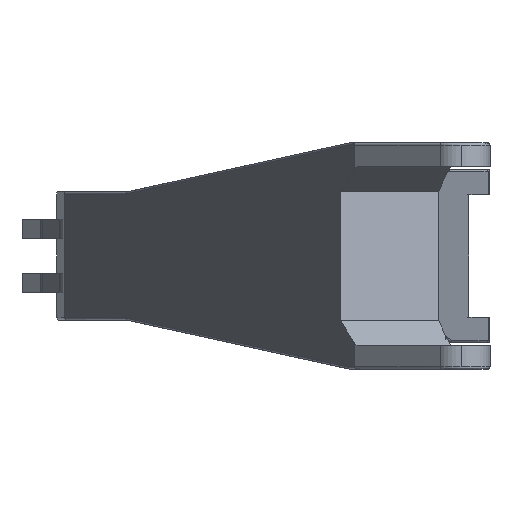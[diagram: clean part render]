
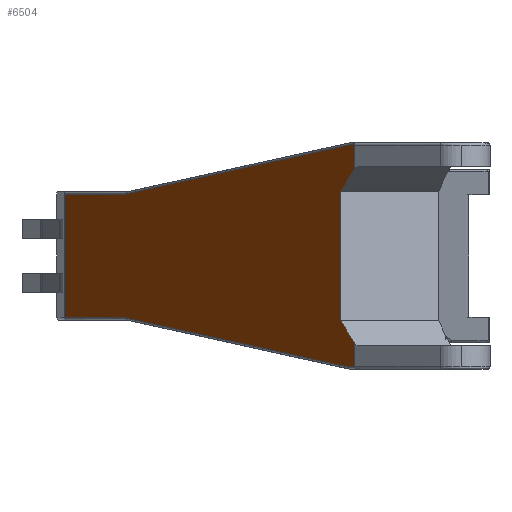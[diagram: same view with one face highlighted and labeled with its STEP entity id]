
A CAD part, left-side view. The second image highlights one B-rep face of the part: STEP entity #6504.
In plain terms, the highlighted planar face has unit normal (-0.431, 0.902, 0).
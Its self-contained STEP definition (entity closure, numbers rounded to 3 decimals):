
#11 = EDGE_CURVE ( 'NONE', #6206, #3073, #7899, .T. ) ;
#83 = DIRECTION ( 'NONE',  ( 0.902, 0.432, 0. ) ) ;
#130 = ORIENTED_EDGE ( 'NONE', *, *, #11, .T. ) ;
#292 = CARTESIAN_POINT ( 'NONE',  ( -7135.939, 461.103, -378.696 ) ) ;
#408 = EDGE_CURVE ( 'NONE', #3050, #7675, #2758, .T. ) ;
#526 = VECTOR ( 'NONE', #1888, 1000. ) ;
#635 = VECTOR ( 'NONE', #964, 1000. ) ;
#660 = CIRCLE ( 'NONE', #3583, 20. ) ;
#742 = FACE_OUTER_BOUND ( 'NONE', #6359, .T. ) ;
#774 = ORIENTED_EDGE ( 'NONE', *, *, #4865, .F. ) ;
#795 = AXIS2_PLACEMENT_3D ( 'NONE', #6714, #5381, #1532 ) ;
#863 = CARTESIAN_POINT ( 'NONE',  ( -5060.657, 1453.769, -268.5 ) ) ;
#897 = CARTESIAN_POINT ( 'NONE',  ( -5062.366, 1452.952, 268.59 ) ) ;
#908 = VECTOR ( 'NONE', #1936, 1000. ) ;
#921 = LINE ( 'NONE', #7901, #635 ) ;
#964 = DIRECTION ( 'NONE',  ( -0.898, -0.43, -0.095 ) ) ;
#1102 = LINE ( 'NONE', #4945, #1577 ) ;
#1127 = DIRECTION ( 'NONE',  ( 0.902, 0.432, 0. ) ) ;
#1177 = LINE ( 'NONE', #8197, #4370 ) ;
#1204 = CARTESIAN_POINT ( 'NONE',  ( -7006.725, 522.91, 280.25 ) ) ;
#1260 = CARTESIAN_POINT ( 'NONE',  ( -7135.939, 461.103, -480.5 ) ) ;
#1532 = DIRECTION ( 'NONE',  ( 0.902, 0.432, 0. ) ) ;
#1577 = VECTOR ( 'NONE', #2504, 1000. ) ;
#1593 = EDGE_CURVE ( 'NONE', #7213, #4701, #2396, .T. ) ;
#1665 = CARTESIAN_POINT ( 'NONE',  ( -7135.939, 461.103, 482.733 ) ) ;
#1888 = DIRECTION ( 'NONE',  ( 0., 0., -1. ) ) ;
#1894 = ORIENTED_EDGE ( 'NONE', *, *, #7012, .T. ) ;
#1896 = ORIENTED_EDGE ( 'NONE', *, *, #6856, .F. ) ;
#1899 = CARTESIAN_POINT ( 'NONE',  ( -7136.215, 460.971, 487.286 ) ) ;
#1936 = DIRECTION ( 'NONE',  ( 0.898, 0.43, -0.095 ) ) ;
#2107 = CARTESIAN_POINT ( 'NONE',  ( -7135.939, 461.103, 378.696 ) ) ;
#2285 = CARTESIAN_POINT ( 'NONE',  ( -7135.939, 461.103, 480.5 ) ) ;
#2367 = CARTESIAN_POINT ( 'NONE',  ( -7135.939, 461.103, 268.5 ) ) ;
#2396 = LINE ( 'NONE', #4798, #7688 ) ;
#2403 = CARTESIAN_POINT ( 'NONE',  ( -4506.287, 1718.94, 268.5 ) ) ;
#2433 = CARTESIAN_POINT ( 'NONE',  ( -7006.725, 522.91, -280.25 ) ) ;
#2448 = CARTESIAN_POINT ( 'NONE',  ( -7135.939, 461.103, 480.5 ) ) ;
#2499 = DIRECTION ( 'NONE',  ( 0., 0., -1. ) ) ;
#2504 = DIRECTION ( 'NONE',  ( 0., 0., -1. ) ) ;
#2555 = ORIENTED_EDGE ( 'NONE', *, *, #3602, .F. ) ;
#2580 = CARTESIAN_POINT ( 'NONE',  ( -4506.287, 1718.94, 490.5 ) ) ;
#2758 = LINE ( 'NONE', #7754, #6084 ) ;
#3050 = VERTEX_POINT ( 'NONE', #2107 ) ;
#3073 = VERTEX_POINT ( 'NONE', #897 ) ;
#3086 = EDGE_CURVE ( 'NONE', #4285, #6939, #5340, .T. ) ;
#3507 = ORIENTED_EDGE ( 'NONE', *, *, #408, .F. ) ;
#3583 = AXIS2_PLACEMENT_3D ( 'NONE', #4980, #4407, #4488 ) ;
#3602 = EDGE_CURVE ( 'NONE', #6009, #4285, #6414, .T. ) ;
#3604 = DIRECTION ( 'NONE',  ( -0.902, -0.432, 0. ) ) ;
#3663 = ORIENTED_EDGE ( 'NONE', *, *, #6908, .T. ) ;
#3948 = DIRECTION ( 'NONE',  ( -0.902, -0.432, 0. ) ) ;
#4005 =( BOUNDED_CURVE ( )  B_SPLINE_CURVE ( 3, ( #2285, #1665, #4184, #6725 ),
 .UNSPECIFIED., .F., .T. ) 
 B_SPLINE_CURVE_WITH_KNOTS ( ( 4, 4 ),
 ( 3.142, 3.799 ),
 .UNSPECIFIED. ) 
 CURVE ( )  GEOMETRIC_REPRESENTATION_ITEM ( )  RATIONAL_B_SPLINE_CURVE ( ( 1., 0.964, 0.964, 1. ) ) 
 REPRESENTATION_ITEM ( '' )  );
#4102 = AXIS2_PLACEMENT_3D ( 'NONE', #5182, #7692, #83 ) ;
#4184 = CARTESIAN_POINT ( 'NONE',  ( -7133.829, 462.113, 484.846 ) ) ;
#4285 = VERTEX_POINT ( 'NONE', #292 ) ;
#4370 = VECTOR ( 'NONE', #2499, 1000. ) ;
#4407 = DIRECTION ( 'NONE',  ( -0.432, 0.902, 0. ) ) ;
#4435 = VERTEX_POINT ( 'NONE', #2403 ) ;
#4488 = DIRECTION ( 'NONE',  ( 0.902, 0.432, 0. ) ) ;
#4495 = VECTOR ( 'NONE', #1127, 1000. ) ;
#4543 = CARTESIAN_POINT ( 'NONE',  ( -7135.939, 461.103, 490.5 ) ) ;
#4568 = LINE ( 'NONE', #7111, #5434 ) ;
#4593 = ORIENTED_EDGE ( 'NONE', *, *, #6952, .F. ) ;
#4671 = DIRECTION ( 'NONE',  ( 0., 0., -1. ) ) ;
#4701 = VERTEX_POINT ( 'NONE', #863 ) ;
#4798 = CARTESIAN_POINT ( 'NONE',  ( -7135.939, 461.103, -268.5 ) ) ;
#4832 = CARTESIAN_POINT ( 'NONE',  ( -5062.366, 1452.952, -268.59 ) ) ;
#4865 = EDGE_CURVE ( 'NONE', #7675, #6009, #1102, .T. ) ;
#4918 = CARTESIAN_POINT ( 'NONE',  ( -7071.867, 491.751, -480.5 ) ) ;
#4945 = CARTESIAN_POINT ( 'NONE',  ( -7006.725, 522.91, -280.25 ) ) ;
#4980 = CARTESIAN_POINT ( 'NONE',  ( -5060.657, 1453.769, 288.5 ) ) ;
#4990 = DIRECTION ( 'NONE',  ( -0.743, -0.356, -0.566 ) ) ;
#5182 = CARTESIAN_POINT ( 'NONE',  ( -7135.939, 461.103, 490.5 ) ) ;
#5340 = LINE ( 'NONE', #4543, #7949 ) ;
#5373 = EDGE_CURVE ( 'NONE', #7981, #5983, #921, .T. ) ;
#5381 = DIRECTION ( 'NONE',  ( -0.432, 0.902, 0. ) ) ;
#5385 = CARTESIAN_POINT ( 'NONE',  ( -5060.657, 1453.769, 268.5 ) ) ;
#5434 = VECTOR ( 'NONE', #3948, 1000. ) ;
#5457 = EDGE_CURVE ( 'NONE', #7250, #6206, #4005, .T. ) ;
#5626 = ORIENTED_EDGE ( 'NONE', *, *, #6712, .F. ) ;
#5741 = LINE ( 'NONE', #2580, #526 ) ;
#5791 = CARTESIAN_POINT ( 'NONE',  ( -7148.808, 454.948, -388.5 ) ) ;
#5845 = VERTEX_POINT ( 'NONE', #5385 ) ;
#5983 = VERTEX_POINT ( 'NONE', #4918 ) ;
#6009 = VERTEX_POINT ( 'NONE', #2433 ) ;
#6084 = VECTOR ( 'NONE', #7123, 1000. ) ;
#6206 = VERTEX_POINT ( 'NONE', #7211 ) ;
#6359 = EDGE_LOOP ( 'NONE', ( #1896, #7798, #3663, #6508, #5626, #8030, #1894, #6376, #2555, #774, #3507, #4593, #6819, #130 ) ) ;
#6376 = ORIENTED_EDGE ( 'NONE', *, *, #3086, .F. ) ;
#6414 = LINE ( 'NONE', #5791, #7410 ) ;
#6504 = ADVANCED_FACE ( 'NONE', ( #742 ), #6560, .F. ) ;
#6508 = ORIENTED_EDGE ( 'NONE', *, *, #1593, .T. ) ;
#6560 = PLANE ( 'NONE',  #4102 ) ;
#6712 = EDGE_CURVE ( 'NONE', #7981, #4701, #6762, .T. ) ;
#6714 = CARTESIAN_POINT ( 'NONE',  ( -5060.657, 1453.769, -288.5 ) ) ;
#6725 = CARTESIAN_POINT ( 'NONE',  ( -7129.835, 464.023, 486.613 ) ) ;
#6762 = CIRCLE ( 'NONE', #795, 20. ) ;
#6812 = LINE ( 'NONE', #2367, #4495 ) ;
#6819 = ORIENTED_EDGE ( 'NONE', *, *, #5457, .T. ) ;
#6856 = EDGE_CURVE ( 'NONE', #5845, #3073, #660, .T. ) ;
#6908 = EDGE_CURVE ( 'NONE', #4435, #7213, #5741, .T. ) ;
#6939 = VERTEX_POINT ( 'NONE', #1260 ) ;
#6952 = EDGE_CURVE ( 'NONE', #7250, #3050, #1177, .T. ) ;
#7012 = EDGE_CURVE ( 'NONE', #5983, #6939, #4568, .T. ) ;
#7111 = CARTESIAN_POINT ( 'NONE',  ( -7135.939, 461.103, -480.5 ) ) ;
#7117 = EDGE_CURVE ( 'NONE', #5845, #4435, #6812, .T. ) ;
#7123 = DIRECTION ( 'NONE',  ( 0.743, 0.356, -0.566 ) ) ;
#7211 = CARTESIAN_POINT ( 'NONE',  ( -7129.835, 464.023, 486.613 ) ) ;
#7213 = VERTEX_POINT ( 'NONE', #7645 ) ;
#7250 = VERTEX_POINT ( 'NONE', #2448 ) ;
#7410 = VECTOR ( 'NONE', #4990, 1000. ) ;
#7645 = CARTESIAN_POINT ( 'NONE',  ( -4506.287, 1718.94, -268.5 ) ) ;
#7675 = VERTEX_POINT ( 'NONE', #1204 ) ;
#7688 = VECTOR ( 'NONE', #3604, 1000. ) ;
#7692 = DIRECTION ( 'NONE',  ( 0.432, -0.902, 0. ) ) ;
#7754 = CARTESIAN_POINT ( 'NONE',  ( -7148.808, 454.948, 388.5 ) ) ;
#7798 = ORIENTED_EDGE ( 'NONE', *, *, #7117, .T. ) ;
#7899 = LINE ( 'NONE', #1899, #908 ) ;
#7901 = CARTESIAN_POINT ( 'NONE',  ( -7052.782, 500.88, -478.487 ) ) ;
#7949 = VECTOR ( 'NONE', #4671, 1000. ) ;
#7981 = VERTEX_POINT ( 'NONE', #4832 ) ;
#8030 = ORIENTED_EDGE ( 'NONE', *, *, #5373, .T. ) ;
#8197 = CARTESIAN_POINT ( 'NONE',  ( -7135.939, 461.103, 490.5 ) ) ;
